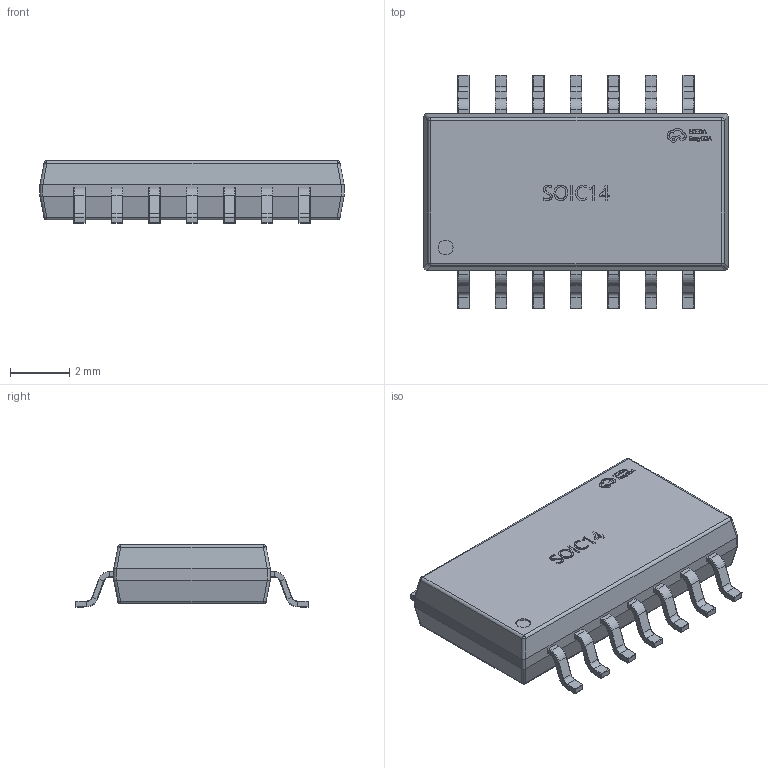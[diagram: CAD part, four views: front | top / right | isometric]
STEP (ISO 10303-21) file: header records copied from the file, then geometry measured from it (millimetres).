
FILE_DESCRIPTION (( 'STEP AP214' ), '1' );
FILE_NAME ('SOIC-14_L10.3-W5.3-H2.0-LS7.8-P1.27.step', '2022-07-26T09:07:46', ( '' ), ( '' ), 'SwSTEP 2.0', 'SolidWorks 2020', '' );
FILE_SCHEMA (( 'AUTOMOTIVE_DESIGN' ));
Length unit declared in the file: millimetre
Products named in the file (1): SOIC-14_L10.3-W5.3-H2.0-LS7.8-P1.27
Bounding box: 10.3 x 7.91 x 2.12 mm (x, y, z)
Volume: 107.5 mm3; surface area: 194.3 mm2
Topology: 28 solids, 28 shells, 1128 faces, 2556 edges, 1472 vertices
Faces by surface type: plane 478, cylinder 316, bspline 144, torus 112, sphere 78
Entity records: 46067 total; most frequent: CARTESIAN_POINT 9217, ORIENTED_EDGE 5000, DIRECTION 4896, EDGE_CURVE 2500, AXIS2_PLACEMENT_3D 1727, VERTEX_POINT 1444, VECTOR 1442, LINE 1442
